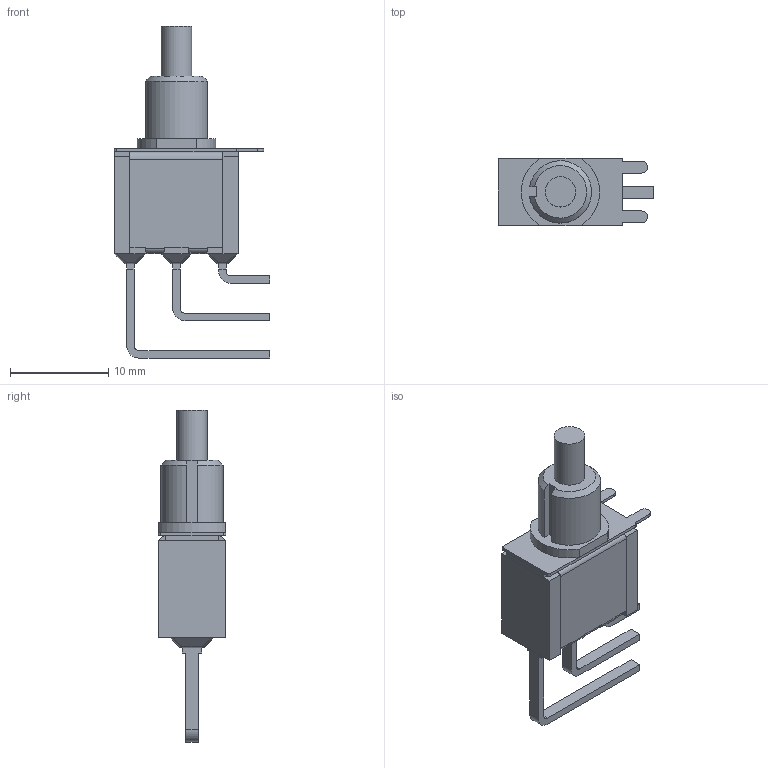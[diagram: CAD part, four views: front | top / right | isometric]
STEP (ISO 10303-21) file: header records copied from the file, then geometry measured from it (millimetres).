
FILE_DESCRIPTION((' '),'2;1');
FILE_NAME('700SP7B20M7xE.stp','2017-09-01T15:01:51',(' '),(' '),' ','ACIS',' ');
FILE_SCHEMA(('CONFIG_CONTROL_DESIGN'));
Length unit declared in the file: inch
Products named in the file (9): 700SP7B20M7xE.stp; Body1; Body2; Body3; Body4; Body5; Body6; Body7; Body8
Assembly tree (8 placements, depth 2):
  700SP7B20M7xE.stp
    Body1
    Body2
    Body3
    Body4
    Body5
    Body6
    Body7
    Body8
Bounding box: 15.88 x 6.9 x 33.84 mm (x, y, z)
Volume: 1269.7 mm3; surface area: 2052.3 mm2
Topology: 8 solids, 8 shells, 264 faces, 659 edges, 422 vertices
Faces by surface type: plane 168, cylinder 59, bspline 24, sphere 12, cone 1
Full cylindrical faces by diameter (mm): 3.1 x2
Entity records: 9200 total; most frequent: CARTESIAN_POINT 1724, ORIENTED_EDGE 1314, DIRECTION 1240, EDGE_CURVE 657, VECTOR 488, LINE 488, VERTEX_POINT 422, AXIS2_PLACEMENT_3D 376
